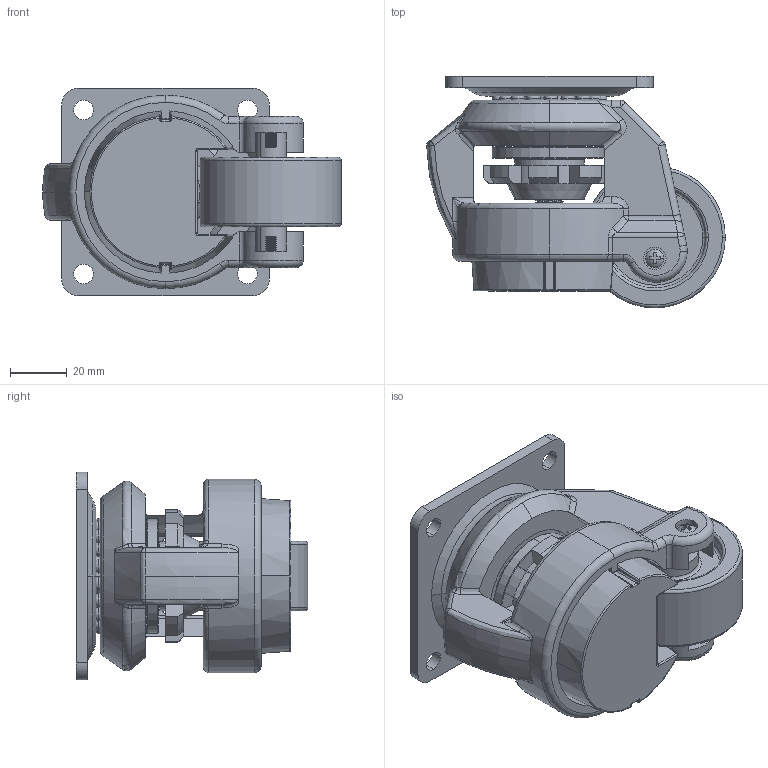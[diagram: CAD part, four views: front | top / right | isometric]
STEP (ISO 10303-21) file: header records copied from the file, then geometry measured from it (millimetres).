
FILE_DESCRIPTION (( 'STEP AP214' ), '1' );
FILE_NAME ('SK6-B5080P-E.STEP', '2024-03-21T03:27:37', ( '微软用户' ), ( '微软中国' ), 'SwSTEP 2.0', 'SolidWorks 2020', '' );
FILE_SCHEMA (( 'AUTOMOTIVE_DESIGN' ));
Length unit declared in the file: millimetre
Products named in the file (12): 6-B5080P-E-11; 6-B5080P-E-6; 6-B5080P-E-9; 6-B5080P-E-2; SK6-B5080P-E; 6-B5080P-E-4; 6-B5080P-E-7; 6-B5080P-E-1; 6-B5080P-E-3; 6-B5080P-E-5; 6-B5080P-E-8; 6-B5080P-E-10
Assembly tree (31 placements, depth 2):
  SK6-B5080P-E
    6-B5080P-E-4
    6-B5080P-E-5
    6-B5080P-E-6
    6-B5080P-E-7
    6-B5080P-E-8  x20
    6-B5080P-E-9
    6-B5080P-E-1
    6-B5080P-E-10
    6-B5080P-E-2
    6-B5080P-E-3  x2
    6-B5080P-E-11
Bounding box: 105.74 x 82 x 73.5 mm (x, y, z)
Volume: 224710.2 mm3; surface area: 75389.7 mm2
Topology: 31 solids, 31 shells, 686 faces, 1774 edges, 1111 vertices
Faces by surface type: cylinder 295, plane 147, torus 83, sphere 71, bspline 61, cone 29
Entity records: 35917 total; most frequent: CARTESIAN_POINT 21699, ORIENTED_EDGE 2952, DIRECTION 2830, EDGE_CURVE 1476, AXIS2_PLACEMENT_3D 1172, VERTEX_POINT 921, EDGE_LOOP 643, CIRCLE 598
